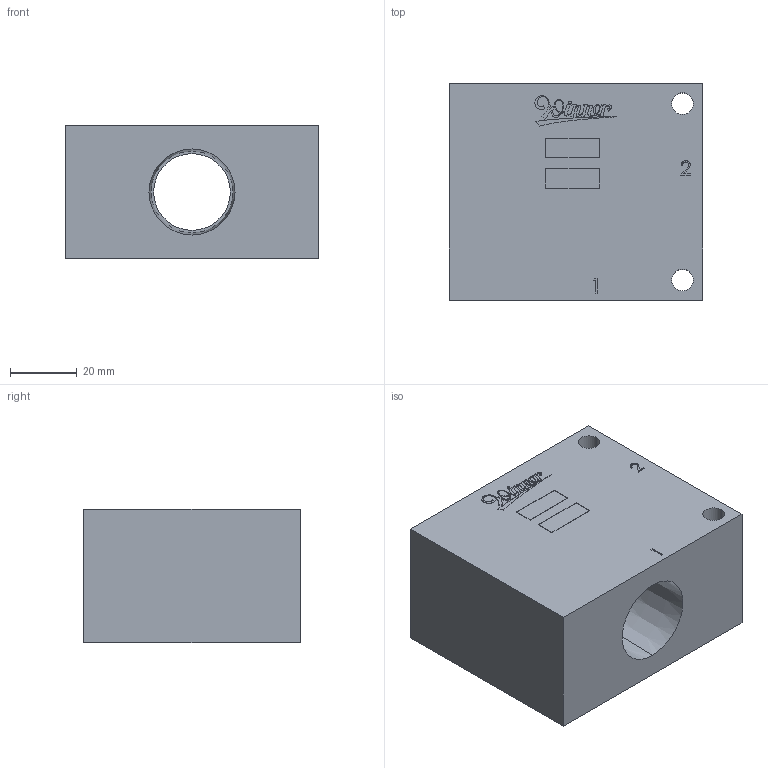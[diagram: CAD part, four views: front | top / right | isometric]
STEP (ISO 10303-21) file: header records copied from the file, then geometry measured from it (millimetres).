
FILE_DESCRIPTION (( 'STEP AP203' ), '1' );
FILE_NAME ('ML-17E2-P06-Z01.STEP', '2026-02-25T05:17:35', ( '' ), ( '' ), 'SwSTEP 2.0', 'SolidWorks 2018', '' );
FILE_SCHEMA (( 'CONFIG_CONTROL_DESIGN' ));
Length unit declared in the file: millimetre
Products named in the file (1): ML-17E2-P06-Z01
Bounding box: 76 x 65 x 40 mm (x, y, z)
Volume: 151567.2 mm3; surface area: 28279.4 mm2
Topology: 1 solids, 1 shells, 261 faces, 726 edges, 478 vertices
Faces by surface type: cylinder 161, plane 78, cone 14, bspline 6, torus 2
Entity records: 9033 total; most frequent: CARTESIAN_POINT 1958, DIRECTION 1562, ORIENTED_EDGE 1452, EDGE_CURVE 726, AXIS2_PLACEMENT_3D 594, VERTEX_POINT 478, VECTOR 374, LINE 374
